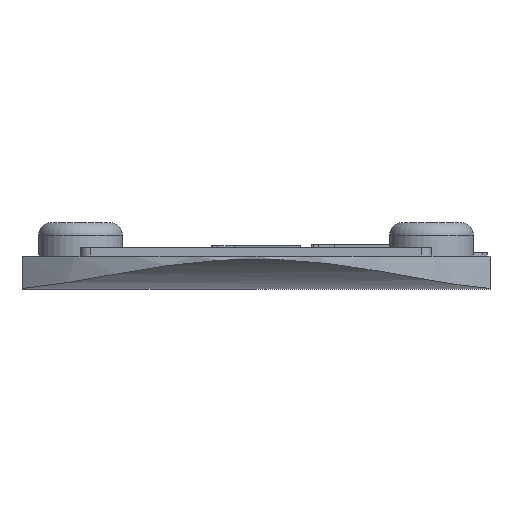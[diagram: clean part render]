
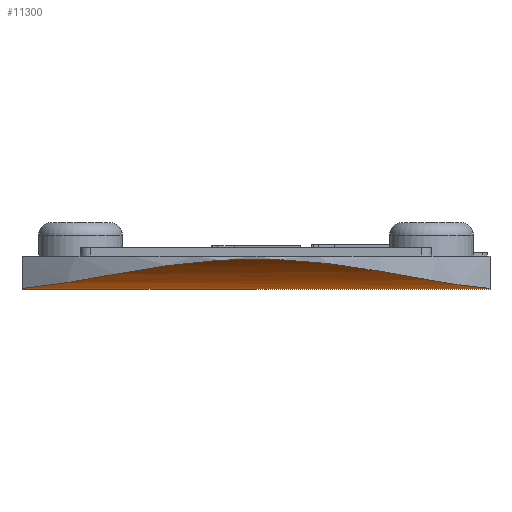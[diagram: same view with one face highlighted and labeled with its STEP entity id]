
A CAD part, left-side view. The second image highlights one B-rep face of the part: STEP entity #11300.
In plain terms, the highlighted cylindrical face has radius 10 mm (diameter 20 mm), a partial arc.
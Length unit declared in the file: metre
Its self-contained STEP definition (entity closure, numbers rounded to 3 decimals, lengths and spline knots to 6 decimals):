
#565=CIRCLE('',#11468,0.01);
#567=CIRCLE('',#11472,0.01);
#851=B_SPLINE_CURVE_WITH_KNOTS('',3,(#16186,#16187,#16188,#16189,#16190,
#16191,#16192,#16193,#16194,#16195),.UNSPECIFIED.,.F.,.F.,(4,1,1,1,1,1,
1,4),(-0.015109,-0.011338,-0.007568,-0.003797,
-0.000027,0.003744,0.007514,0.015055),
 .UNSPECIFIED.);
#4329=ORIENTED_EDGE('',*,*,#4968,.F.);
#4330=ORIENTED_EDGE('',*,*,#4340,.F.);
#4331=ORIENTED_EDGE('',*,*,#4973,.F.);
#4332=ORIENTED_EDGE('',*,*,#4970,.F.);
#4340=EDGE_CURVE('',#6001,#5999,#7109,.F.);
#4968=EDGE_CURVE('',#5999,#6573,#565,.F.);
#4970=EDGE_CURVE('',#6573,#6574,#851,.T.);
#4973=EDGE_CURVE('',#6574,#6001,#567,.T.);
#5999=VERTEX_POINT('',#14758);
#6001=VERTEX_POINT('',#14762);
#6573=VERTEX_POINT('',#16183);
#6574=VERTEX_POINT('',#16196);
#7109=LINE('',#14763,#8210);
#8210=VECTOR('',#12100,1.);
#9932=EDGE_LOOP('',(#4329,#4330,#4331,#4332));
#10559=FACE_BOUND('',#9932,.T.);
#10710=CYLINDRICAL_SURFACE('',#12086,0.01);
#11300=ADVANCED_FACE('',(#10559),#10710,.T.);
#11468=AXIS2_PLACEMENT_3D('',#16182,#12826,#12827);
#11472=AXIS2_PLACEMENT_3D('',#16200,#12836,#12837);
#12086=AXIS2_PLACEMENT_3D('',#19490,#14734,#14735);
#12100=DIRECTION('',(0.,-1.,0.));
#12826=DIRECTION('',(0.,-1.,0.));
#12827=DIRECTION('',(1.,0.,0.));
#12836=DIRECTION('',(0.,-1.,0.));
#12837=DIRECTION('',(1.,0.,0.));
#14734=DIRECTION('',(0.,-1.,0.));
#14735=DIRECTION('',(1.,0.,0.));
#14758=CARTESIAN_POINT('',(-0.017496,0.014,0.));
#14762=CARTESIAN_POINT('',(-0.017496,-0.014,0.));
#14763=CARTESIAN_POINT('',(-0.017496,0.,0.));
#16182=CARTESIAN_POINT('',(-0.017496,0.014,0.01));
#16183=CARTESIAN_POINT('',(-0.018562,0.014,0.000057));
#16186=CARTESIAN_POINT('',(-0.018562,0.014,0.000057));
#16187=CARTESIAN_POINT('',(-0.019328,0.012985,0.000139));
#16188=CARTESIAN_POINT('',(-0.020661,0.010879,0.000456));
#16189=CARTESIAN_POINT('',(-0.022138,0.007425,0.001109));
#16190=CARTESIAN_POINT('',(-0.023039,0.003804,0.001667));
#16191=CARTESIAN_POINT('',(-0.023353,0.000029,0.001897));
#16192=CARTESIAN_POINT('',(-0.023048,-0.003757,0.001673));
#16193=CARTESIAN_POINT('',(-0.021839,-0.008634,0.000925));
#16194=CARTESIAN_POINT('',(-0.020093,-0.01197,0.000221));
#16195=CARTESIAN_POINT('',(-0.018562,-0.014,0.000057));
#16196=CARTESIAN_POINT('',(-0.018562,-0.014,0.000057));
#16200=CARTESIAN_POINT('',(-0.017496,-0.014,0.01));
#19490=CARTESIAN_POINT('',(-0.017496,0.011,0.01));
